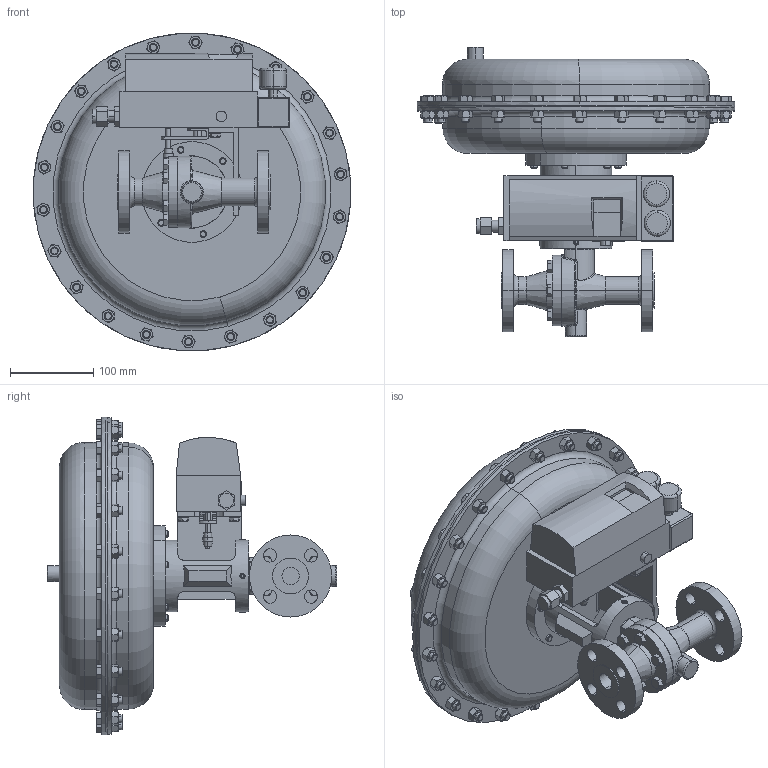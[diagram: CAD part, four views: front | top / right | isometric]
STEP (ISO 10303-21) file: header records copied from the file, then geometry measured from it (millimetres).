
FILE_DESCRIPTION (( 'STEP AP203' ), '1' );
FILE_NAME ('70SP-075-CS+S6-I5-85M-16IQ.STEP', '2017-09-11T15:01:17', ( '' ), ( '' ), 'SwSTEP 2.0', 'SolidWorks 2014', '' );
FILE_SCHEMA (( 'CONFIG_CONTROL_DESIGN' ));
Length unit declared in the file: inch
Products named in the file (1): 70SP-075-CS+S6-I5-85M-16IQ
Bounding box: 380.96 x 347 x 380.89 mm (x, y, z)
Volume: 11337650.5 mm3; surface area: 554944.1 mm2
Topology: 1 solids, 1 shells, 1327 faces, 3026 edges, 1814 vertices
Faces by surface type: plane 551, cone 514, cylinder 207, torus 36, bspline 13, sphere 6
Entity records: 41788 total; most frequent: CARTESIAN_POINT 13295, ORIENTED_EDGE 6044, DIRECTION 5636, EDGE_CURVE 3022, AXIS2_PLACEMENT_3D 2287, VERTEX_POINT 1814, EDGE_LOOP 1464, ADVANCED_FACE 1327
